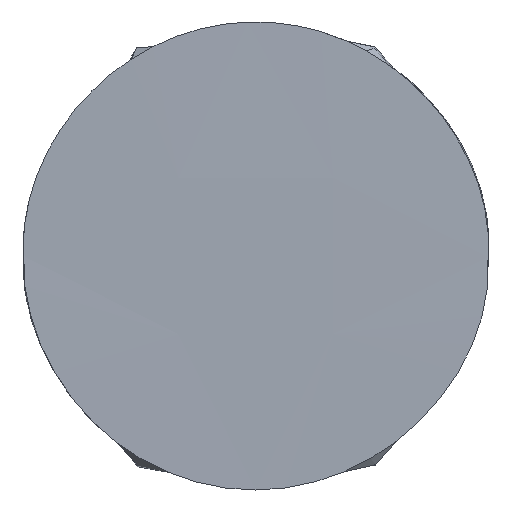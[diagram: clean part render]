
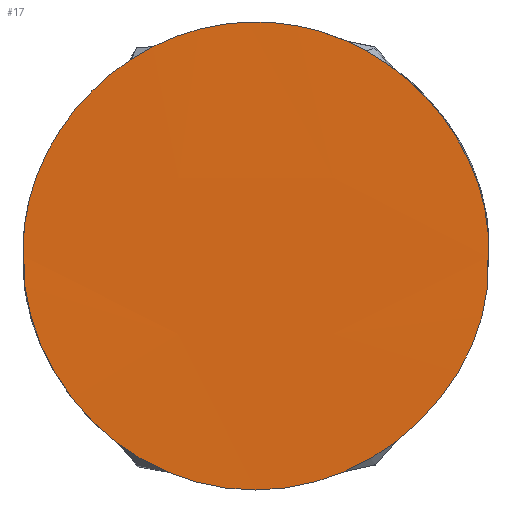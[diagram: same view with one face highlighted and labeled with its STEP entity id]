
A CAD part, top view. The second image highlights one B-rep face of the part: STEP entity #17.
In plain terms, the highlighted free-form (B-spline) face has degree [3, 3] with [4, 4] control points.
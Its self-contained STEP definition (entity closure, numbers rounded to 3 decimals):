
#17 = ADVANCED_FACE('',(#18),#34,.T.);
#18 = FACE_BOUND('',#19,.T.);
#19 = EDGE_LOOP('',(#20,#86));
#20 = ORIENTED_EDGE('',*,*,#21,.T.);
#21 = EDGE_CURVE('',#22,#24,#26,.T.);
#22 = VERTEX_POINT('',#23);
#23 = CARTESIAN_POINT('',(-0.999,0.,
    0.836));
#24 = VERTEX_POINT('',#25);
#25 = CARTESIAN_POINT('',(0.998,-0.004,
    0.838));
#26 = SURFACE_CURVE('',#27,(#33,#59),.PCURVE_S1.);
#27 = B_SPLINE_CURVE_WITH_KNOTS('',4,(#28,#29,#30,#31,#32),
  .UNSPECIFIED.,.F.,.F.,(5,5),(0.,1.),.PIECEWISE_BEZIER_KNOTS.);
#28 = CARTESIAN_POINT('',(-0.999,0.,
    0.836));
#29 = CARTESIAN_POINT('',(-1.031,-0.771,0.852)
  );
#30 = CARTESIAN_POINT('',(-0.024,-1.657,
    0.831));
#31 = CARTESIAN_POINT('',(1.054,-0.768,0.844)
  );
#32 = CARTESIAN_POINT('',(0.998,-0.004,
    0.838));
#33 = PCURVE('',#34,#51);
#34 = B_SPLINE_SURFACE_WITH_KNOTS('',3,3,(
    (#35,#36,#37,#38)
    ,(#39,#40,#41,#42)
    ,(#43,#44,#45,#46)
    ,(#47,#48,#49,#50
    )),.UNSPECIFIED.,.F.,.F.,.F.,(4,4),(4,4),(0.,1.),(0.,1.),
  .PIECEWISE_BEZIER_KNOTS.);
#35 = CARTESIAN_POINT('',(-1.071,-1.058,0.837
    ));
#36 = CARTESIAN_POINT('',(-1.075,-0.35,0.842
    ));
#37 = CARTESIAN_POINT('',(-1.075,0.342,0.842)
  );
#38 = CARTESIAN_POINT('',(-1.073,1.045,0.843)
  );
#39 = CARTESIAN_POINT('',(-0.378,-1.048,0.832)
  );
#40 = CARTESIAN_POINT('',(-0.371,-0.357,0.849
    ));
#41 = CARTESIAN_POINT('',(-0.366,0.36,0.835)
  );
#42 = CARTESIAN_POINT('',(-0.377,1.053,0.843)
  );
#43 = CARTESIAN_POINT('',(0.331,-1.047,0.839));
#44 = CARTESIAN_POINT('',(0.329,-0.348,0.841)
  );
#45 = CARTESIAN_POINT('',(0.331,0.352,0.848)
  );
#46 = CARTESIAN_POINT('',(0.333,1.059,0.839)
  );
#47 = CARTESIAN_POINT('',(1.032,-1.057,0.827)
  );
#48 = CARTESIAN_POINT('',(1.034,-0.346,0.84)
  );
#49 = CARTESIAN_POINT('',(1.033,0.352,0.839)
  );
#50 = CARTESIAN_POINT('',(1.031,1.057,0.837)
  );
#51 = DEFINITIONAL_REPRESENTATION('',(#52),#58);
#52 = B_SPLINE_CURVE_WITH_KNOTS('',4,(#53,#54,#55,#56,#57),
  .UNSPECIFIED.,.F.,.F.,(5,5),(0.,1.),.PIECEWISE_BEZIER_KNOTS.);
#53 = CARTESIAN_POINT('',(0.035,0.502));
#54 = CARTESIAN_POINT('',(0.02,0.135));
#55 = CARTESIAN_POINT('',(0.5,-0.29));
#56 = CARTESIAN_POINT('',(1.01,0.135));
#57 = CARTESIAN_POINT('',(0.983,0.497));
#58 = ( GEOMETRIC_REPRESENTATION_CONTEXT(2) 
PARAMETRIC_REPRESENTATION_CONTEXT() REPRESENTATION_CONTEXT('2D SPACE',''
  ) );
#59 = PCURVE('',#60,#77);
#60 = B_SPLINE_SURFACE_WITH_KNOTS('',3,3,(
    (#61,#62,#63,#64)
    ,(#65,#66,#67,#68)
    ,(#69,#70,#71,#72)
    ,(#73,#74,#75,#76
    )),.UNSPECIFIED.,.F.,.F.,.F.,(4,4),(4,4),(0.,1.),(0.,1.),
  .PIECEWISE_BEZIER_KNOTS.);
#61 = CARTESIAN_POINT('',(-1.055,0.002,
    0.732));
#62 = CARTESIAN_POINT('',(-1.053,0.002,
    0.773));
#63 = CARTESIAN_POINT('',(-1.054,0.014,
    0.814));
#64 = CARTESIAN_POINT('',(-1.047,0.009,
    0.855));
#65 = CARTESIAN_POINT('',(-1.072,-1.369,0.728
    ));
#66 = CARTESIAN_POINT('',(-1.083,-1.364,0.773)
  );
#67 = CARTESIAN_POINT('',(-1.079,-1.366,0.816)
  );
#68 = CARTESIAN_POINT('',(-1.065,-1.352,0.857
    ));
#69 = CARTESIAN_POINT('',(1.081,-1.354,0.731)
  );
#70 = CARTESIAN_POINT('',(1.093,-1.358,0.768)
  );
#71 = CARTESIAN_POINT('',(1.106,-1.352,0.809)
  );
#72 = CARTESIAN_POINT('',(1.089,-1.339,0.851)
  );
#73 = CARTESIAN_POINT('',(1.041,0.013,
    0.729));
#74 = CARTESIAN_POINT('',(1.048,0.019,
    0.763));
#75 = CARTESIAN_POINT('',(1.039,0.027,
    0.817));
#76 = CARTESIAN_POINT('',(1.051,0.031,
    0.845));
#77 = DEFINITIONAL_REPRESENTATION('',(#78),#85);
#78 = B_SPLINE_CURVE_WITH_KNOTS('',5,(#79,#80,#81,#82,#83,#84),
  .UNSPECIFIED.,.F.,.F.,(6,6),(0.,1.),.PIECEWISE_BEZIER_KNOTS.);
#79 = CARTESIAN_POINT('',(0.002,0.899));
#80 = CARTESIAN_POINT('',(0.153,1.001));
#81 = CARTESIAN_POINT('',(0.471,0.832));
#82 = CARTESIAN_POINT('',(0.521,0.987));
#83 = CARTESIAN_POINT('',(0.841,0.981));
#84 = CARTESIAN_POINT('',(0.992,0.835));
#85 = ( GEOMETRIC_REPRESENTATION_CONTEXT(2) 
PARAMETRIC_REPRESENTATION_CONTEXT() REPRESENTATION_CONTEXT('2D SPACE',''
  ) );
#86 = ORIENTED_EDGE('',*,*,#87,.T.);
#87 = EDGE_CURVE('',#24,#22,#88,.T.);
#88 = SURFACE_CURVE('',#89,(#95,#104),.PCURVE_S1.);
#89 = B_SPLINE_CURVE_WITH_KNOTS('',4,(#90,#91,#92,#93,#94),
  .UNSPECIFIED.,.F.,.F.,(5,5),(0.,1.),.PIECEWISE_BEZIER_KNOTS.);
#90 = CARTESIAN_POINT('',(0.998,-0.004,
    0.838));
#91 = CARTESIAN_POINT('',(1.052,0.763,0.835)
  );
#92 = CARTESIAN_POINT('',(-0.003,1.664,
    0.847));
#93 = CARTESIAN_POINT('',(-1.044,0.77,0.83)
  );
#94 = CARTESIAN_POINT('',(-0.999,0.,
    0.836));
#95 = PCURVE('',#34,#96);
#96 = DEFINITIONAL_REPRESENTATION('',(#97),#103);
#97 = B_SPLINE_CURVE_WITH_KNOTS('',4,(#98,#99,#100,#101,#102),
  .UNSPECIFIED.,.F.,.F.,(5,5),(0.,1.),.PIECEWISE_BEZIER_KNOTS.);
#98 = CARTESIAN_POINT('',(0.983,0.497));
#99 = CARTESIAN_POINT('',(1.009,0.861));
#100 = CARTESIAN_POINT('',(0.509,1.286));
#101 = CARTESIAN_POINT('',(0.014,0.869));
#102 = CARTESIAN_POINT('',(0.035,0.502));
#103 = ( GEOMETRIC_REPRESENTATION_CONTEXT(2) 
PARAMETRIC_REPRESENTATION_CONTEXT() REPRESENTATION_CONTEXT('2D SPACE',''
  ) );
#104 = PCURVE('',#105,#122);
#105 = B_SPLINE_SURFACE_WITH_KNOTS('',3,3,(
    (#106,#107,#108,#109)
    ,(#110,#111,#112,#113)
    ,(#114,#115,#116,#117)
    ,(#118,#119,#120,#121
    )),.UNSPECIFIED.,.F.,.F.,.F.,(4,4),(4,4),(0.,1.),(0.,1.),
  .PIECEWISE_BEZIER_KNOTS.);
#106 = CARTESIAN_POINT('',(1.056,-0.018,
    0.733));
#107 = CARTESIAN_POINT('',(1.054,-0.02,
    0.762));
#108 = CARTESIAN_POINT('',(1.054,-0.011,
    0.809));
#109 = CARTESIAN_POINT('',(1.057,-0.021,
    0.837));
#110 = CARTESIAN_POINT('',(1.065,1.338,0.733)
  );
#111 = CARTESIAN_POINT('',(1.086,1.346,0.767)
  );
#112 = CARTESIAN_POINT('',(1.081,1.325,0.806)
  );
#113 = CARTESIAN_POINT('',(1.065,1.343,0.839));
#114 = CARTESIAN_POINT('',(-1.056,1.35,0.731
    ));
#115 = CARTESIAN_POINT('',(-1.071,1.349,0.758
    ));
#116 = CARTESIAN_POINT('',(-1.076,1.362,0.801
    ));
#117 = CARTESIAN_POINT('',(-1.066,1.354,0.836)
  );
#118 = CARTESIAN_POINT('',(-1.057,-0.006,
    0.728));
#119 = CARTESIAN_POINT('',(-1.057,-0.007,
    0.769));
#120 = CARTESIAN_POINT('',(-1.055,-0.005,
    0.797));
#121 = CARTESIAN_POINT('',(-1.059,-0.008,
    0.836));
#122 = DEFINITIONAL_REPRESENTATION('',(#123),#130);
#123 = B_SPLINE_CURVE_WITH_KNOTS('',5,(#124,#125,#126,#127,#128,#129),
  .UNSPECIFIED.,.F.,.F.,(6,6),(0.,1.),.PIECEWISE_BEZIER_KNOTS.);
#124 = CARTESIAN_POINT('',(0.004,0.949));
#125 = CARTESIAN_POINT('',(0.157,1.165));
#126 = CARTESIAN_POINT('',(0.471,0.852));
#127 = CARTESIAN_POINT('',(0.525,1.108));
#128 = CARTESIAN_POINT('',(0.847,1.016));
#129 = CARTESIAN_POINT('',(0.998,0.953));
#130 = ( GEOMETRIC_REPRESENTATION_CONTEXT(2) 
PARAMETRIC_REPRESENTATION_CONTEXT() REPRESENTATION_CONTEXT('2D SPACE',''
  ) );
